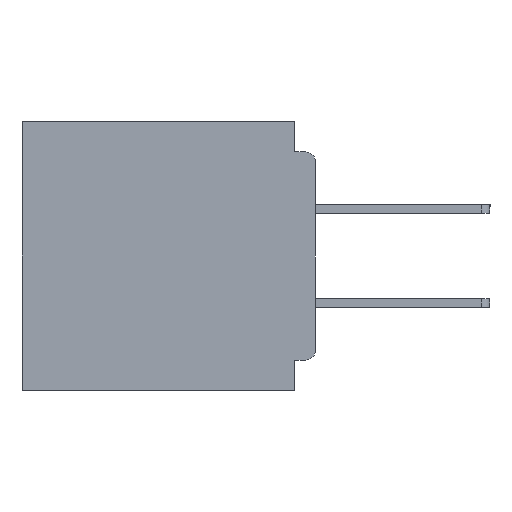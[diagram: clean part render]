
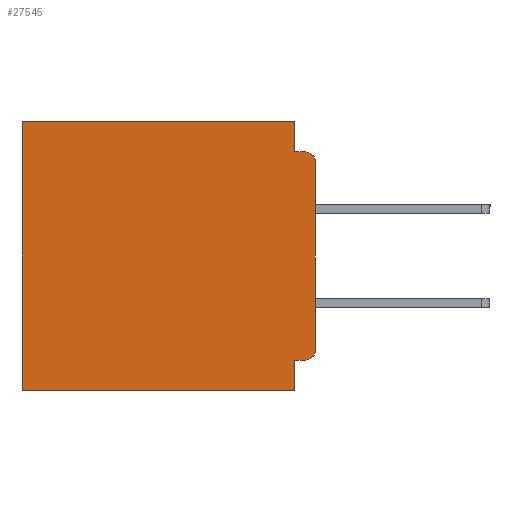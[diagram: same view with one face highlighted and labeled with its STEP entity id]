
A CAD part, left-side view. The second image highlights one B-rep face of the part: STEP entity #27545.
In plain terms, the highlighted planar face has unit normal (-1, 0, 0).
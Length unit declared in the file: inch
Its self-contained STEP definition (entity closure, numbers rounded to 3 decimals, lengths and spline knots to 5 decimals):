
#93 = CARTESIAN_POINT ( 'NONE',  ( 0.3, 0.015, -0.34 ) ) ;
#190 = DIRECTION ( 'NONE',  ( 0., 0., -1. ) ) ;
#2782 = EDGE_CURVE ( 'NONE', #13592, #7807, #10325, .T. ) ;
#2844 = FACE_OUTER_BOUND ( 'NONE', #41340, .T. ) ;
#5274 = DIRECTION ( 'NONE',  ( 0., 0., -1. ) ) ;
#6395 = CARTESIAN_POINT ( 'NONE',  ( 0.3, 0.437, -0.4 ) ) ;
#7208 = VERTEX_POINT ( 'NONE', #55142 ) ;
#7701 = VECTOR ( 'NONE', #63525, 39.37008 ) ;
#7787 = CARTESIAN_POINT ( 'NONE',  ( 0.3, 0., -0.06 ) ) ;
#7807 = VERTEX_POINT ( 'NONE', #9544 ) ;
#9544 = CARTESIAN_POINT ( 'NONE',  ( 0.3, 0.437, -0.4 ) ) ;
#10325 = LINE ( 'NONE', #36612, #63494 ) ;
#10621 = VERTEX_POINT ( 'NONE', #26335 ) ;
#11431 = CARTESIAN_POINT ( 'NONE',  ( 0.3, 0.437, 0. ) ) ;
#11821 = EDGE_CURVE ( 'NONE', #28875, #25980, #17289, .T. ) ;
#12131 = LINE ( 'NONE', #14985, #37881 ) ;
#12157 = EDGE_CURVE ( 'NONE', #28875, #10621, #63119, .T. ) ;
#13033 = EDGE_CURVE ( 'NONE', #7208, #57050, #40407, .T. ) ;
#13151 = DIRECTION ( 'NONE',  ( 0., 1., 0. ) ) ;
#13592 = VERTEX_POINT ( 'NONE', #36396 ) ;
#13828 = VERTEX_POINT ( 'NONE', #7787 ) ;
#14515 = ORIENTED_EDGE ( 'NONE', *, *, #56133, .T. ) ;
#14628 = PLANE ( 'NONE',  #28734 ) ;
#14985 = CARTESIAN_POINT ( 'NONE',  ( 0.3, 0., -0.4 ) ) ;
#15369 = CARTESIAN_POINT ( 'NONE',  ( 0.3, 0.015, -0.355 ) ) ;
#15801 = CARTESIAN_POINT ( 'NONE',  ( 0.3, 0.015, -0.045 ) ) ;
#16205 = EDGE_CURVE ( 'NONE', #13828, #58705, #17559, .T. ) ;
#17289 = CIRCLE ( 'NONE', #42031, 0.015 ) ;
#17338 = ORIENTED_EDGE ( 'NONE', *, *, #16205, .T. ) ;
#17392 = EDGE_CURVE ( 'NONE', #57050, #58705, #52872, .T. ) ;
#17559 = CIRCLE ( 'NONE', #27325, 0.015 ) ;
#19994 = DIRECTION ( 'NONE',  ( 0., 0., -1. ) ) ;
#21057 = DIRECTION ( 'NONE',  ( -1., 0., 0. ) ) ;
#21147 = CARTESIAN_POINT ( 'NONE',  ( 0.3, 0., -0.045 ) ) ;
#23022 = LINE ( 'NONE', #43080, #7701 ) ;
#23057 = VERTEX_POINT ( 'NONE', #11431 ) ;
#23801 = CARTESIAN_POINT ( 'NONE',  ( 0.3, 0.031, -0.4 ) ) ;
#25167 = CARTESIAN_POINT ( 'NONE',  ( 0.3, 0.031, 0. ) ) ;
#25197 = CARTESIAN_POINT ( 'NONE',  ( 0.3, 0., -0.34 ) ) ;
#25481 = VECTOR ( 'NONE', #47013, 39.37008 ) ;
#25980 = VERTEX_POINT ( 'NONE', #25197 ) ;
#26335 = CARTESIAN_POINT ( 'NONE',  ( 0.3, 0.031, -0.355 ) ) ;
#26928 = VECTOR ( 'NONE', #44555, 39.37008 ) ;
#27325 = AXIS2_PLACEMENT_3D ( 'NONE', #51843, #21057, #57023 ) ;
#27453 = EDGE_CURVE ( 'NONE', #7208, #23057, #23022, .T. ) ;
#27545 = ADVANCED_FACE ( 'NONE', ( #2844 ), #14628, .F. ) ;
#28734 = AXIS2_PLACEMENT_3D ( 'NONE', #40416, #50799, #19994 ) ;
#28760 = ORIENTED_EDGE ( 'NONE', *, *, #60634, .F. ) ;
#28875 = VERTEX_POINT ( 'NONE', #15369 ) ;
#30207 = DIRECTION ( 'NONE',  ( 0., 0., -1. ) ) ;
#32239 = DIRECTION ( 'NONE',  ( 0., 0., -1. ) ) ;
#32313 = CARTESIAN_POINT ( 'NONE',  ( 0.3, 0.031, -0.045 ) ) ;
#34468 = DIRECTION ( 'NONE',  ( 0., 1., 0. ) ) ;
#36104 = DIRECTION ( 'NONE',  ( -1., 0., 0. ) ) ;
#36396 = CARTESIAN_POINT ( 'NONE',  ( 0.3, 0.031, -0.4 ) ) ;
#36612 = CARTESIAN_POINT ( 'NONE',  ( 0.3, 0., -0.4 ) ) ;
#37494 = ORIENTED_EDGE ( 'NONE', *, *, #17392, .F. ) ;
#37881 = VECTOR ( 'NONE', #30207, 39.37008 ) ;
#40407 = LINE ( 'NONE', #25167, #66214 ) ;
#40416 = CARTESIAN_POINT ( 'NONE',  ( 0.3, 0., -0.4 ) ) ;
#41340 = EDGE_LOOP ( 'NONE', ( #46977, #17338, #37494, #42724, #42736, #14515, #51089, #28760, #56913, #57811 ) ) ;
#42031 = AXIS2_PLACEMENT_3D ( 'NONE', #93, #36104, #5274 ) ;
#42724 = ORIENTED_EDGE ( 'NONE', *, *, #13033, .F. ) ;
#42736 = ORIENTED_EDGE ( 'NONE', *, *, #27453, .T. ) ;
#43080 = CARTESIAN_POINT ( 'NONE',  ( 0.3, 0., 0. ) ) ;
#44555 = DIRECTION ( 'NONE',  ( 0., 0., -1. ) ) ;
#44569 = VECTOR ( 'NONE', #32239, 39.37008 ) ;
#46977 = ORIENTED_EDGE ( 'NONE', *, *, #50330, .F. ) ;
#47013 = DIRECTION ( 'NONE',  ( 0., -1., 0. ) ) ;
#49416 = VECTOR ( 'NONE', #34468, 39.37008 ) ;
#50330 = EDGE_CURVE ( 'NONE', #13828, #25980, #12131, .T. ) ;
#50799 = DIRECTION ( 'NONE',  ( 1., 0., 0. ) ) ;
#51089 = ORIENTED_EDGE ( 'NONE', *, *, #2782, .F. ) ;
#51843 = CARTESIAN_POINT ( 'NONE',  ( 0.3, 0.015, -0.06 ) ) ;
#52872 = LINE ( 'NONE', #21147, #25481 ) ;
#54973 = CARTESIAN_POINT ( 'NONE',  ( 0.3, 0., -0.355 ) ) ;
#55142 = CARTESIAN_POINT ( 'NONE',  ( 0.3, 0.031, 0. ) ) ;
#56133 = EDGE_CURVE ( 'NONE', #23057, #7807, #58209, .T. ) ;
#56913 = ORIENTED_EDGE ( 'NONE', *, *, #12157, .F. ) ;
#57023 = DIRECTION ( 'NONE',  ( 0., 0., -1. ) ) ;
#57050 = VERTEX_POINT ( 'NONE', #32313 ) ;
#57576 = LINE ( 'NONE', #23801, #26928 ) ;
#57811 = ORIENTED_EDGE ( 'NONE', *, *, #11821, .T. ) ;
#58209 = LINE ( 'NONE', #6395, #44569 ) ;
#58705 = VERTEX_POINT ( 'NONE', #15801 ) ;
#60634 = EDGE_CURVE ( 'NONE', #10621, #13592, #57576, .T. ) ;
#63119 = LINE ( 'NONE', #54973, #49416 ) ;
#63494 = VECTOR ( 'NONE', #13151, 39.37008 ) ;
#63525 = DIRECTION ( 'NONE',  ( 0., 1., 0. ) ) ;
#66214 = VECTOR ( 'NONE', #190, 39.37008 ) ;
